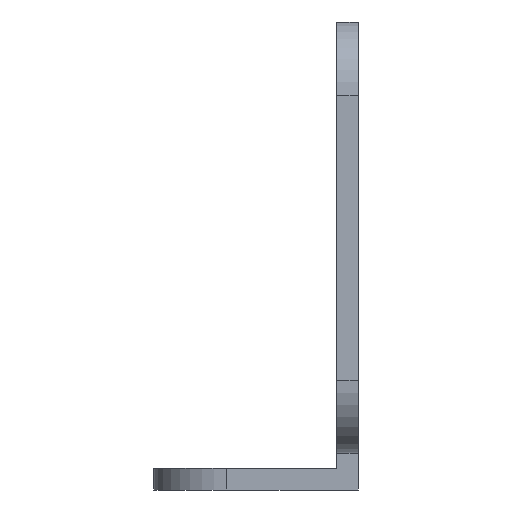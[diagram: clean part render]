
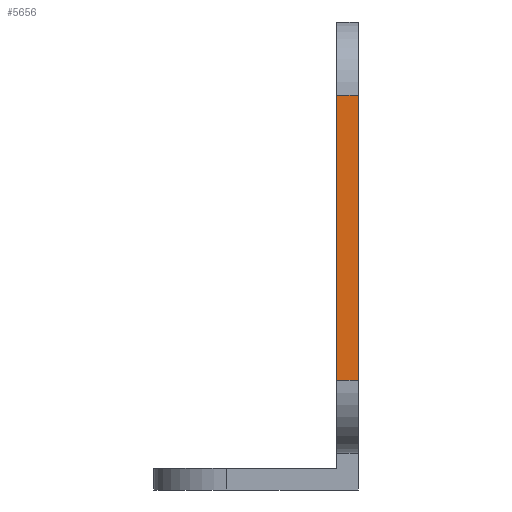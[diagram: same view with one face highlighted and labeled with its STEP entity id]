
A CAD part, left-side view. The second image highlights one B-rep face of the part: STEP entity #5656.
In plain terms, the highlighted planar face has unit normal (-1, 0, 0).
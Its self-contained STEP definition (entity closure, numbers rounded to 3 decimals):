
#17 = CARTESIAN_POINT ( 'NONE',  ( -133.75, -7., 7.5 ) ) ;
#27 = EDGE_CURVE ( 'NONE', #1513, #5527, #354, .T. ) ;
#352 = CARTESIAN_POINT ( 'NONE',  ( -133.75, -7., 7.5 ) ) ;
#354 = LINE ( 'NONE', #2402, #2752 ) ;
#490 = ORIENTED_EDGE ( 'NONE', *, *, #4253, .T. ) ;
#591 = VERTEX_POINT ( 'NONE', #17 ) ;
#692 = ORIENTED_EDGE ( 'NONE', *, *, #1090, .F. ) ;
#760 = DIRECTION ( 'NONE',  ( 0., -1., 0. ) ) ;
#770 = FACE_OUTER_BOUND ( 'NONE', #4602, .T. ) ;
#1090 = EDGE_CURVE ( 'NONE', #4887, #591, #3153, .T. ) ;
#1257 = DIRECTION ( 'NONE',  ( 0., 1., 0. ) ) ;
#1267 = EDGE_CURVE ( 'NONE', #5527, #591, #3971, .T. ) ;
#1513 = VERTEX_POINT ( 'NONE', #2608 ) ;
#1522 = CARTESIAN_POINT ( 'NONE',  ( -133.75, -7., 27. ) ) ;
#1768 = DIRECTION ( 'NONE',  ( 0., 0., -1. ) ) ;
#2356 = AXIS2_PLACEMENT_3D ( 'NONE', #5817, #5301, #4260 ) ;
#2402 = CARTESIAN_POINT ( 'NONE',  ( -133.75, -5.5, 32. ) ) ;
#2480 = VECTOR ( 'NONE', #1257, 1000. ) ;
#2492 = VECTOR ( 'NONE', #1768, 1000. ) ;
#2608 = CARTESIAN_POINT ( 'NONE',  ( -133.75, -5.5, 27. ) ) ;
#2752 = VECTOR ( 'NONE', #6022, 1000. ) ;
#2874 = ORIENTED_EDGE ( 'NONE', *, *, #27, .T. ) ;
#3153 = LINE ( 'NONE', #5287, #2492 ) ;
#3325 = CARTESIAN_POINT ( 'NONE',  ( -133.75, -7., 27. ) ) ;
#3546 = ORIENTED_EDGE ( 'NONE', *, *, #1267, .T. ) ;
#3647 = VECTOR ( 'NONE', #760, 1000. ) ;
#3718 = CARTESIAN_POINT ( 'NONE',  ( -133.75, -5.5, 7.5 ) ) ;
#3971 = LINE ( 'NONE', #352, #3647 ) ;
#4253 = EDGE_CURVE ( 'NONE', #4887, #1513, #4928, .T. ) ;
#4260 = DIRECTION ( 'NONE',  ( 0., 0., -1. ) ) ;
#4602 = EDGE_LOOP ( 'NONE', ( #2874, #3546, #692, #490 ) ) ;
#4887 = VERTEX_POINT ( 'NONE', #1522 ) ;
#4928 = LINE ( 'NONE', #3325, #2480 ) ;
#5287 = CARTESIAN_POINT ( 'NONE',  ( -133.75, -7., 1.5 ) ) ;
#5301 = DIRECTION ( 'NONE',  ( 1., 0., 0. ) ) ;
#5527 = VERTEX_POINT ( 'NONE', #3718 ) ;
#5656 = ADVANCED_FACE ( 'NONE', ( #770 ), #6323, .F. ) ;
#5817 = CARTESIAN_POINT ( 'NONE',  ( -133.75, -7., 1.5 ) ) ;
#6022 = DIRECTION ( 'NONE',  ( 0., 0., -1. ) ) ;
#6323 = PLANE ( 'NONE',  #2356 ) ;
